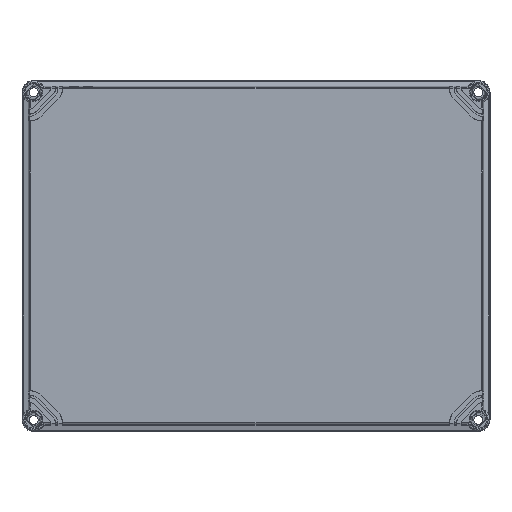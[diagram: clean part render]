
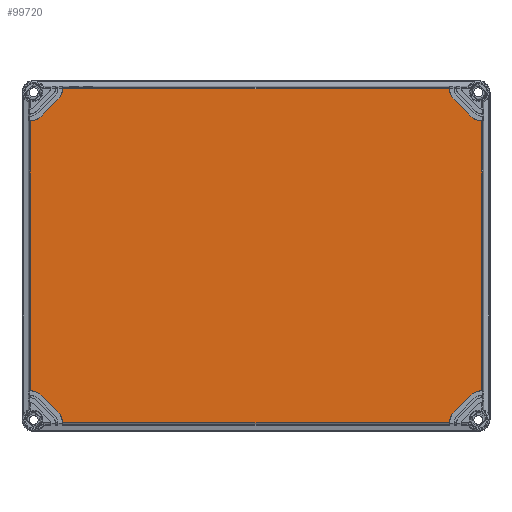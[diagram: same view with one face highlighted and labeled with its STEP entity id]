
A CAD part, top view. The second image highlights one B-rep face of the part: STEP entity #99720.
In plain terms, the highlighted planar face has unit normal (0, 0, 1).
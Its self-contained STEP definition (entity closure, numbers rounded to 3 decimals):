
#86079=CARTESIAN_POINT('',(-179.346,-143.3,30.));
#86080=DIRECTION('',(0.,0.,1.));
#86081=DIRECTION('',(0.999,0.032,0.));
#86082=AXIS2_PLACEMENT_3D('',#86079,#86080,#86081);
#86087=DIRECTION('',(-0.707,0.707,0.));
#86088=VECTOR('',#86087,19.734);
#86089=CARTESIAN_POINT('',(-169.447,-133.401,30.));
#86090=LINE('',#86089,#86088);
#86094=CARTESIAN_POINT('',(-193.3,-129.346,30.));
#86095=DIRECTION('',(0.,0.,1.));
#86096=DIRECTION('',(0.707,0.707,0.));
#86097=AXIS2_PLACEMENT_3D('',#86094,#86095,#86096);
#86102=CARTESIAN_POINT('',(-193.3,129.346,30.));
#86103=DIRECTION('',(0.,0.,1.));
#86104=DIRECTION('',(0.032,-0.999,0.));
#86105=AXIS2_PLACEMENT_3D('',#86102,#86103,#86104);
#86110=DIRECTION('',(0.707,0.707,0.));
#86111=VECTOR('',#86110,19.734);
#86112=CARTESIAN_POINT('',(-183.401,119.447,30.));
#86113=LINE('',#86112,#86111);
#86117=CARTESIAN_POINT('',(-179.346,143.3,30.));
#86118=DIRECTION('',(0.,0.,1.));
#86119=DIRECTION('',(0.707,-0.707,0.));
#86120=AXIS2_PLACEMENT_3D('',#86117,#86118,#86119);
#86125=DIRECTION('',(1.,0.,0.));
#86126=VECTOR('',#86125,330.707);
#86127=CARTESIAN_POINT('',(-165.353,142.851,30.));
#86128=LINE('',#86127,#86126);
#86132=CARTESIAN_POINT('',(179.346,143.3,30.));
#86133=DIRECTION('',(0.,0.,1.));
#86134=DIRECTION('',(-0.999,-0.032,0.));
#86135=AXIS2_PLACEMENT_3D('',#86132,#86133,#86134);
#86140=DIRECTION('',(0.707,-0.707,0.));
#86141=VECTOR('',#86140,19.734);
#86142=CARTESIAN_POINT('',(169.447,133.401,30.));
#86143=LINE('',#86142,#86141);
#86147=CARTESIAN_POINT('',(193.3,129.346,30.));
#86148=DIRECTION('',(0.,0.,1.));
#86149=DIRECTION('',(-0.707,-0.707,0.));
#86150=AXIS2_PLACEMENT_3D('',#86147,#86148,#86149);
#86155=CARTESIAN_POINT('',(193.3,-129.346,30.));
#86156=DIRECTION('',(0.,0.,1.));
#86157=DIRECTION('',(-0.032,0.999,0.));
#86158=AXIS2_PLACEMENT_3D('',#86155,#86156,#86157);
#86163=DIRECTION('',(-0.707,-0.707,0.));
#86164=VECTOR('',#86163,19.734);
#86165=CARTESIAN_POINT('',(183.401,-119.447,30.));
#86166=LINE('',#86165,#86164);
#86170=CARTESIAN_POINT('',(179.346,-143.3,30.));
#86171=DIRECTION('',(0.,0.,1.));
#86172=DIRECTION('',(-0.707,0.707,0.));
#86173=AXIS2_PLACEMENT_3D('',#86170,#86171,#86172);
#90709=DIRECTION('',(0.,1.,0.));
#90710=VECTOR('',#90709,230.707);
#90711=CARTESIAN_POINT('',(192.851,-115.353,30.));
#90712=LINE('',#90711,#90710);
#90780=CARTESIAN_POINT('',(-165.353,142.851,30.));
#90818=CARTESIAN_POINT('',(165.353,142.851,30.));
#90844=DIRECTION('',(0.,-1.,0.));
#90845=VECTOR('',#90844,230.707);
#90846=CARTESIAN_POINT('',(-192.851,115.353,30.));
#90847=LINE('',#90846,#90845);
#90915=DIRECTION('',(1.,0.,0.));
#90916=VECTOR('',#90915,330.707);
#90917=CARTESIAN_POINT('',(-165.353,-142.851,30.));
#90918=LINE('',#90917,#90916);
#90922=CARTESIAN_POINT('',(165.353,-142.851,30.));
#90953=CARTESIAN_POINT('',(-165.353,-142.851,30.));
#93723=CARTESIAN_POINT('',(169.447,133.401,30.));
#93724=CARTESIAN_POINT('',(183.401,119.447,30.));
#93725=VERTEX_POINT('',#93723);
#93726=VERTEX_POINT('',#93724);
#93743=CARTESIAN_POINT('',(-183.401,119.447,30.));
#93744=CARTESIAN_POINT('',(-169.447,133.401,30.));
#93745=VERTEX_POINT('',#93743);
#93746=VERTEX_POINT('',#93744);
#93759=CARTESIAN_POINT('',(183.401,-119.447,30.));
#93760=CARTESIAN_POINT('',(169.447,-133.401,30.));
#93761=VERTEX_POINT('',#93759);
#93762=VERTEX_POINT('',#93760);
#93771=CARTESIAN_POINT('',(-169.447,-133.401,30.));
#93772=CARTESIAN_POINT('',(-183.401,-119.447,30.));
#93773=VERTEX_POINT('',#93771);
#93774=VERTEX_POINT('',#93772);
#94081=VERTEX_POINT('',#90818);
#94093=CARTESIAN_POINT('',(192.851,-115.353,30.));
#94094=CARTESIAN_POINT('',(192.851,115.353,30.));
#94095=VERTEX_POINT('',#94093);
#94096=VERTEX_POINT('',#94094);
#94104=VERTEX_POINT('',#90780);
#94149=CARTESIAN_POINT('',(-192.851,115.353,30.));
#94150=CARTESIAN_POINT('',(-192.851,-115.353,30.));
#94151=VERTEX_POINT('',#94149);
#94152=VERTEX_POINT('',#94150);
#94205=VERTEX_POINT('',#90953);
#94206=VERTEX_POINT('',#90922);
#99681=CARTESIAN_POINT('',(0.,0.,30.));
#99682=DIRECTION('',(0.,0.,1.));
#99683=DIRECTION('',(1.,0.,0.));
#99684=AXIS2_PLACEMENT_3D('',#99681,#99682,#99683);
#99685=PLANE('',#99684);
#99687=ORIENTED_EDGE('',*,*,#99686,.F.);
#99689=ORIENTED_EDGE('',*,*,#99688,.T.);
#99691=ORIENTED_EDGE('',*,*,#99690,.T.);
#99693=ORIENTED_EDGE('',*,*,#99692,.T.);
#99695=ORIENTED_EDGE('',*,*,#99694,.F.);
#99697=ORIENTED_EDGE('',*,*,#99696,.T.);
#99699=ORIENTED_EDGE('',*,*,#99698,.T.);
#99701=ORIENTED_EDGE('',*,*,#99700,.T.);
#99703=ORIENTED_EDGE('',*,*,#99702,.T.);
#99705=ORIENTED_EDGE('',*,*,#99704,.T.);
#99707=ORIENTED_EDGE('',*,*,#99706,.T.);
#99709=ORIENTED_EDGE('',*,*,#99708,.T.);
#99711=ORIENTED_EDGE('',*,*,#99710,.F.);
#99713=ORIENTED_EDGE('',*,*,#99712,.T.);
#99715=ORIENTED_EDGE('',*,*,#99714,.T.);
#99717=ORIENTED_EDGE('',*,*,#99716,.T.);
#99718=EDGE_LOOP('',(#99687,#99689,#99691,#99693,#99695,#99697,#99699,#99701,
#99703,#99705,#99707,#99709,#99711,#99713,#99715,#99717));
#99719=FACE_OUTER_BOUND('',#99718,.F.);
#99720=ADVANCED_FACE('',(#99719),#99685,.T.);
#86083=CIRCLE('',#86082,14.);
#86098=CIRCLE('',#86097,14.);
#86106=CIRCLE('',#86105,14.);
#86121=CIRCLE('',#86120,14.);
#86136=CIRCLE('',#86135,14.);
#86151=CIRCLE('',#86150,14.);
#86159=CIRCLE('',#86158,14.);
#86174=CIRCLE('',#86173,14.);
#99686=EDGE_CURVE('',#94205,#94206,#90918,.T.);
#99688=EDGE_CURVE('',#94205,#93773,#86083,.T.);
#99690=EDGE_CURVE('',#93773,#93774,#86090,.T.);
#99692=EDGE_CURVE('',#93774,#94152,#86098,.T.);
#99694=EDGE_CURVE('',#94151,#94152,#90847,.T.);
#99696=EDGE_CURVE('',#94151,#93745,#86106,.T.);
#99698=EDGE_CURVE('',#93745,#93746,#86113,.T.);
#99700=EDGE_CURVE('',#93746,#94104,#86121,.T.);
#99702=EDGE_CURVE('',#94104,#94081,#86128,.T.);
#99704=EDGE_CURVE('',#94081,#93725,#86136,.T.);
#99706=EDGE_CURVE('',#93725,#93726,#86143,.T.);
#99708=EDGE_CURVE('',#93726,#94096,#86151,.T.);
#99710=EDGE_CURVE('',#94095,#94096,#90712,.T.);
#99712=EDGE_CURVE('',#94095,#93761,#86159,.T.);
#99714=EDGE_CURVE('',#93761,#93762,#86166,.T.);
#99716=EDGE_CURVE('',#93762,#94206,#86174,.T.);
